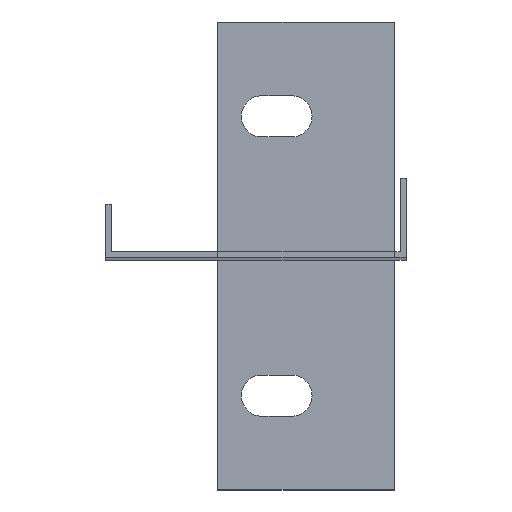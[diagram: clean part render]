
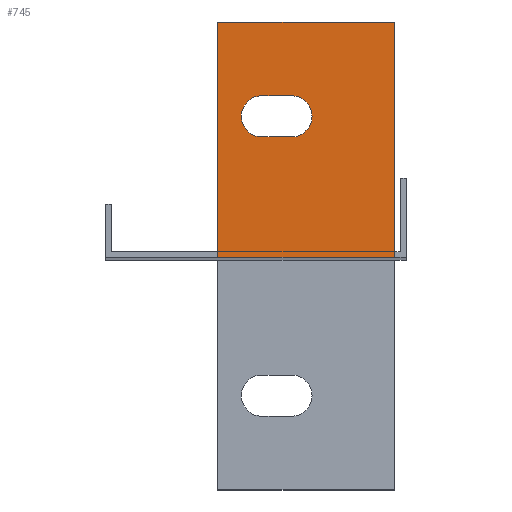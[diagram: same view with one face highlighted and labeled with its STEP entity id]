
A CAD part, top view. The second image highlights one B-rep face of the part: STEP entity #745.
In plain terms, the highlighted planar face has unit normal (0, 0, 1).
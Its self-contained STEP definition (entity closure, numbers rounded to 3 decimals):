
#20=FACE_BOUND('',#77,.T.);
#26=CIRCLE('',#809,3.5);
#27=CIRCLE('',#810,3.5);
#38=FACE_OUTER_BOUND('',#76,.T.);
#76=EDGE_LOOP('',(#532,#533,#534,#535,#536,#537));
#77=EDGE_LOOP('',(#538,#539,#540,#541));
#140=LINE('',#1101,#234);
#159=LINE('',#1141,#253);
#160=LINE('',#1143,#254);
#161=LINE('',#1145,#255);
#162=LINE('',#1147,#256);
#163=LINE('',#1148,#257);
#164=LINE('',#1153,#258);
#165=LINE('',#1156,#259);
#234=VECTOR('',#888,10.);
#253=VECTOR('',#921,10.);
#254=VECTOR('',#922,10.);
#255=VECTOR('',#923,10.);
#256=VECTOR('',#924,10.);
#257=VECTOR('',#925,10.);
#258=VECTOR('',#928,10.);
#259=VECTOR('',#931,10.);
#328=VERTEX_POINT('',#1098);
#329=VERTEX_POINT('',#1100);
#343=VERTEX_POINT('',#1140);
#344=VERTEX_POINT('',#1142);
#345=VERTEX_POINT('',#1144);
#346=VERTEX_POINT('',#1146);
#347=VERTEX_POINT('',#1149);
#348=VERTEX_POINT('',#1150);
#349=VERTEX_POINT('',#1152);
#350=VERTEX_POINT('',#1154);
#398=EDGE_CURVE('',#329,#328,#140,.T.);
#419=EDGE_CURVE('',#343,#328,#159,.T.);
#420=EDGE_CURVE('',#344,#343,#160,.T.);
#421=EDGE_CURVE('',#345,#344,#161,.T.);
#422=EDGE_CURVE('',#346,#345,#162,.T.);
#423=EDGE_CURVE('',#346,#329,#163,.T.);
#424=EDGE_CURVE('',#347,#348,#26,.T.);
#425=EDGE_CURVE('',#348,#349,#164,.T.);
#426=EDGE_CURVE('',#349,#350,#27,.T.);
#427=EDGE_CURVE('',#350,#347,#165,.T.);
#532=ORIENTED_EDGE('',*,*,#398,.T.);
#533=ORIENTED_EDGE('',*,*,#419,.F.);
#534=ORIENTED_EDGE('',*,*,#420,.F.);
#535=ORIENTED_EDGE('',*,*,#421,.F.);
#536=ORIENTED_EDGE('',*,*,#422,.F.);
#537=ORIENTED_EDGE('',*,*,#423,.T.);
#538=ORIENTED_EDGE('',*,*,#424,.T.);
#539=ORIENTED_EDGE('',*,*,#425,.T.);
#540=ORIENTED_EDGE('',*,*,#426,.T.);
#541=ORIENTED_EDGE('',*,*,#427,.T.);
#676=PLANE('',#808);
#745=ADVANCED_FACE('',(#38,#20),#676,.F.);
#808=AXIS2_PLACEMENT_3D('',#1139,#919,#920);
#809=AXIS2_PLACEMENT_3D('',#1151,#926,#927);
#810=AXIS2_PLACEMENT_3D('',#1155,#929,#930);
#888=DIRECTION('',(1.,0.,0.));
#919=DIRECTION('center_axis',(0.,0.,-1.));
#920=DIRECTION('ref_axis',(0.,1.,0.));
#921=DIRECTION('',(0.,-1.,0.));
#922=DIRECTION('',(0.,-1.,0.));
#923=DIRECTION('',(1.,0.,0.));
#924=DIRECTION('',(0.,1.,0.));
#925=DIRECTION('',(0.,-1.,0.));
#926=DIRECTION('center_axis',(0.,0.,-1.));
#927=DIRECTION('ref_axis',(0.,-1.,0.));
#928=DIRECTION('',(1.,0.,0.));
#929=DIRECTION('center_axis',(0.,0.,-1.));
#930=DIRECTION('ref_axis',(0.,1.,0.));
#931=DIRECTION('',(-1.,0.,0.));
#1098=CARTESIAN_POINT('',(0.,-1.,-38.));
#1100=CARTESIAN_POINT('',(-30.,-1.,-38.));
#1101=CARTESIAN_POINT('',(-19.586,-1.,-38.));
#1139=CARTESIAN_POINT('Origin',(-19.586,-150.081,-38.));
#1140=CARTESIAN_POINT('',(0.,1.,-38.));
#1141=CARTESIAN_POINT('',(0.,-74.541,-38.));
#1142=CARTESIAN_POINT('',(0.,38.919,-38.));
#1143=CARTESIAN_POINT('',(0.,38.919,-38.));
#1144=CARTESIAN_POINT('',(-30.,38.919,-38.));
#1145=CARTESIAN_POINT('',(-30.,38.919,-38.));
#1146=CARTESIAN_POINT('',(-30.,1.,-38.));
#1147=CARTESIAN_POINT('',(-30.,-11.081,-38.));
#1148=CARTESIAN_POINT('',(-30.,-76.416,-38.));
#1149=CARTESIAN_POINT('',(-22.5,19.419,-38.));
#1150=CARTESIAN_POINT('',(-22.5,26.419,-38.));
#1151=CARTESIAN_POINT('Origin',(-22.5,22.919,-38.));
#1152=CARTESIAN_POINT('',(-17.5,26.419,-38.));
#1153=CARTESIAN_POINT('',(-18.543,26.419,-38.));
#1154=CARTESIAN_POINT('',(-17.5,19.419,-38.));
#1155=CARTESIAN_POINT('Origin',(-17.5,22.919,-38.));
#1156=CARTESIAN_POINT('',(-21.043,19.419,-38.));
